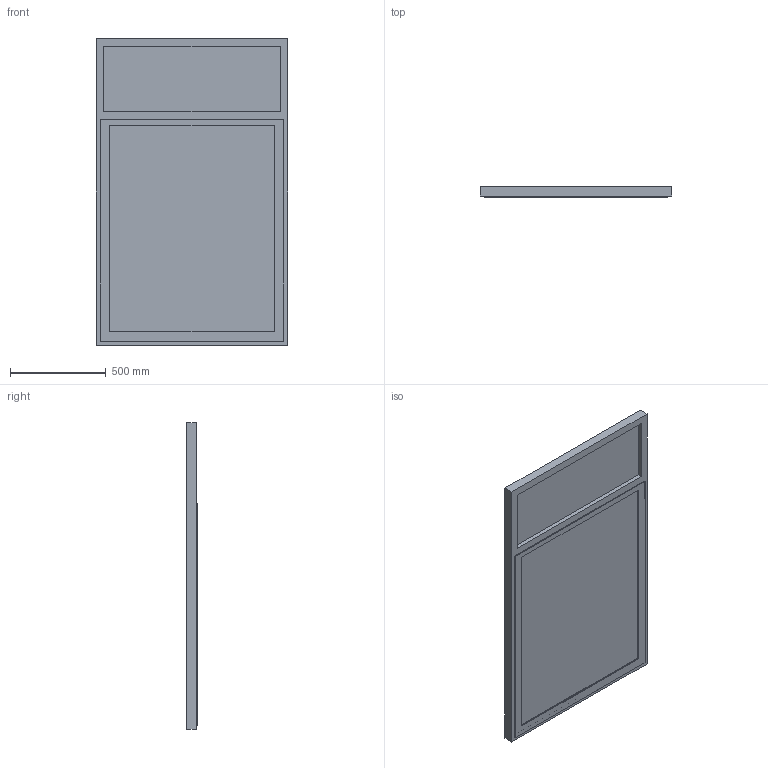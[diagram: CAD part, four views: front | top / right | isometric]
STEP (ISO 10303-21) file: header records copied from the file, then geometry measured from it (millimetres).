
FILE_DESCRIPTION(('FreeCAD Model'),'2;1');
FILE_NAME('Maxim Air double fixed glass and bind.step','2016-10-05T15:01:15',('FreeCAD'),('FreeCAD'), 'Open CASCADE STEP processor 6.8','FreeCAD','Unknown');
FILE_SCHEMA(('AUTOMOTIVE_DESIGN_CC2 { 1 2 10303 214 -1 1 5 4 }'));
Length unit declared in the file: millimetre
Products named in the file (50): Open CASCADE STEP translator 6.8 2; Open CASCADE STEP translator 6.8 2.1; Open CASCADE STEP translator 6.8 2.1.1; Open CASCADE STEP translator 6.8 2.1.2; Open CASCADE STEP translator 6.8 2.1.3; Open CASCADE STEP translator 6.8 2.1.4; Open CASCADE STEP translator 6.8 2.1.5; Open CASCADE STEP translator 6.8 2.1.6; Open CASCADE STEP translator 6.8 2.2; Open CASCADE STEP translator 6.8 2.3; Open CASCADE STEP translator 6.8 2.3.1; Open CASCADE STEP translator 6.8 2.3.2; Open CASCADE STEP translator 6.8 2.3.3; Open CASCADE STEP translator 6.8 2.3.4; Open CASCADE STEP translator 6.8 2.3.5; Open CASCADE STEP translator 6.8 2.3.6; Open CASCADE STEP translator 6.8 2.3.7; Open CASCADE STEP translator 6.8 2.3.8; Open CASCADE STEP translator 6.8 2.3.9; Open CASCADE STEP translator 6.8 2.3.10; Open CASCADE STEP translator 6.8 2.3.11; Open CASCADE STEP translator 6.8 2.3.12; Open CASCADE STEP translator 6.8 2.3.13; Open CASCADE STEP translator 6.8 2.3.14; Open CASCADE STEP translator 6.8 2.3.15; Open CASCADE STEP translator 6.8 2.3.16; Open CASCADE STEP translator 6.8 2.3.17; Open CASCADE STEP translator 6.8 2.3.18; Open CASCADE STEP translator 6.8 2.3.19; Open CASCADE STEP translator 6.8 2.3.20; Open CASCADE STEP translator 6.8 2.3.21; Open CASCADE STEP translator 6.8 2.3.22; Open CASCADE STEP translator 6.8 2.3.23; Open CASCADE STEP translator 6.8 2.3.24; Open CASCADE STEP translator 6.8 2.3.25; Open CASCADE STEP translator 6.8 2.3.26; Open CASCADE STEP translator 6.8 2.3.27; Open CASCADE STEP translator 6.8 2.3.28; Open CASCADE STEP translator 6.8 2.3.29; Open CASCADE STEP translator 6.8 2.3.30 ...
Assembly tree (49 placements, depth 3):
  Open CASCADE STEP translator 6.8 2
    Open CASCADE STEP translator 6.8 2.1
      Open CASCADE STEP translator 6.8 2.1.1
      Open CASCADE STEP translator 6.8 2.1.2
      Open CASCADE STEP translator 6.8 2.1.3
      Open CASCADE STEP translator 6.8 2.1.4
      Open CASCADE STEP translator 6.8 2.1.5
      Open CASCADE STEP translator 6.8 2.1.6
    Open CASCADE STEP translator 6.8 2.2
    Open CASCADE STEP translator 6.8 2.3
      Open CASCADE STEP translator 6.8 2.3.1
      Open CASCADE STEP translator 6.8 2.3.2
      Open CASCADE STEP translator 6.8 2.3.3
      Open CASCADE STEP translator 6.8 2.3.4
      Open CASCADE STEP translator 6.8 2.3.5
      Open CASCADE STEP translator 6.8 2.3.6
      Open CASCADE STEP translator 6.8 2.3.7
      Open CASCADE STEP translator 6.8 2.3.8
      Open CASCADE STEP translator 6.8 2.3.9
      Open CASCADE STEP translator 6.8 2.3.10
      Open CASCADE STEP translator 6.8 2.3.11
      Open CASCADE STEP translator 6.8 2.3.12
      Open CASCADE STEP translator 6.8 2.3.13
      Open CASCADE STEP translator 6.8 2.3.14
      Open CASCADE STEP translator 6.8 2.3.15
      Open CASCADE STEP translator 6.8 2.3.16
      Open CASCADE STEP translator 6.8 2.3.17
      Open CASCADE STEP translator 6.8 2.3.18
      Open CASCADE STEP translator 6.8 2.3.19
      Open CASCADE STEP translator 6.8 2.3.20
      Open CASCADE STEP translator 6.8 2.3.21
      Open CASCADE STEP translator 6.8 2.3.22
      Open CASCADE STEP translator 6.8 2.3.23
      Open CASCADE STEP translator 6.8 2.3.24
      Open CASCADE STEP translator 6.8 2.3.25
      Open CASCADE STEP translator 6.8 2.3.26
      Open CASCADE STEP translator 6.8 2.3.27
      Open CASCADE STEP translator 6.8 2.3.28
      Open CASCADE STEP translator 6.8 2.3.29
      Open CASCADE STEP translator 6.8 2.3.30
      Open CASCADE STEP translator 6.8 2.3.31
      Open CASCADE STEP translator 6.8 2.3.32
      Open CASCADE STEP translator 6.8 2.3.33
      Open CASCADE STEP translator 6.8 2.3.34
      Open CASCADE STEP translator 6.8 2.3.35
      Open CASCADE STEP translator 6.8 2.3.36
      Open CASCADE STEP translator 6.8 2.3.37
      Open CASCADE STEP translator 6.8 2.3.38
      Open CASCADE STEP translator 6.8 2.3.39
    Open CASCADE STEP translator 6.8 2.4
Bounding box: 1000 x 55 x 1600 mm (x, y, z)
Volume: 29096000 mm3; surface area: 7984191 mm2
Topology: 6 solids, 46 shells, 132 faces, 402 edges, 324 vertices
Faces by surface type: cylinder 80, plane 52
Entity records: 9197 total; most frequent: DIRECTION 1486, CARTESIAN_POINT 1468, LINE 802, VECTOR 802, ORIENTED_EDGE 560, PCURVE 560, DEFINITIONAL_REPRESENTATION 560, EDGE_CURVE 400
